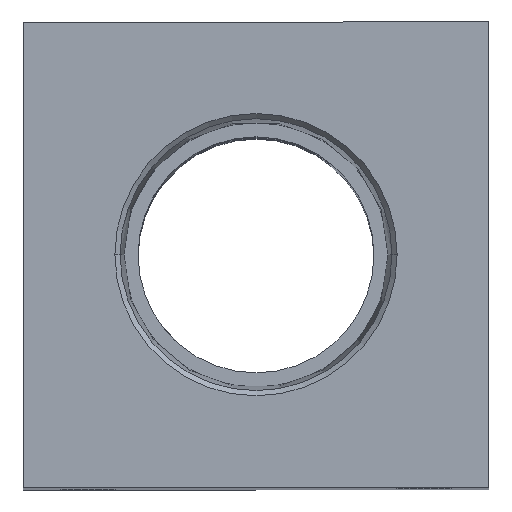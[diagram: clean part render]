
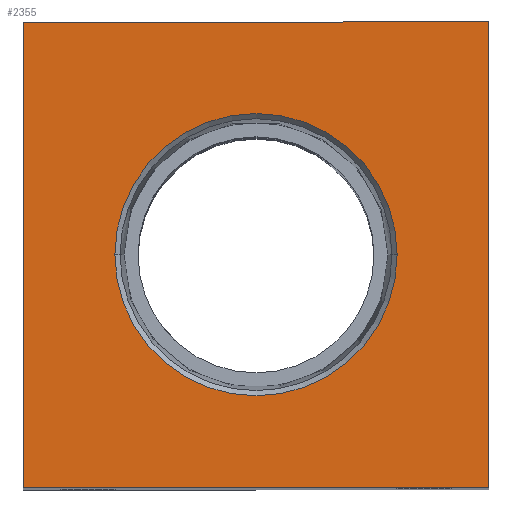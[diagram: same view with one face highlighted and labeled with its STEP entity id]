
A CAD part, top view. The second image highlights one B-rep face of the part: STEP entity #2355.
In plain terms, the highlighted planar face has unit normal (0, 0, 1).
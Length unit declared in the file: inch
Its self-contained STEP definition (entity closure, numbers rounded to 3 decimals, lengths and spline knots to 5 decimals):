
#7 = PLANE ( 'NONE',  #989 ) ;
#16 = FACE_BOUND ( 'NONE', #900, .T. ) ;
#42 = EDGE_LOOP ( 'NONE', ( #697, #2796, #194, #2357 ) ) ;
#51 = EDGE_CURVE ( 'NONE', #1754, #1750, #807, .T. ) ;
#194 = ORIENTED_EDGE ( 'NONE', *, *, #2829, .T. ) ;
#202 = EDGE_CURVE ( 'NONE', #411, #1754, #2747, .T. ) ;
#236 = DIRECTION ( 'NONE',  ( 0., 0., 1. ) ) ;
#262 = CARTESIAN_POINT ( 'NONE',  ( -1.125, 1.125, 3.75 ) ) ;
#269 = CARTESIAN_POINT ( 'NONE',  ( -1.125, -1.125, 3.75 ) ) ;
#411 = VERTEX_POINT ( 'NONE', #1700 ) ;
#515 = VECTOR ( 'NONE', #2574, 39.37008 ) ;
#537 = VECTOR ( 'NONE', #1583, 39.37008 ) ;
#602 = CARTESIAN_POINT ( 'NONE',  ( 1.125, -1.125, 3.75 ) ) ;
#616 = CARTESIAN_POINT ( 'NONE',  ( 0., 0., 3.75 ) ) ;
#666 = CARTESIAN_POINT ( 'NONE',  ( 1.125, -1.125, 3.75 ) ) ;
#697 = ORIENTED_EDGE ( 'NONE', *, *, #51, .T. ) ;
#807 = LINE ( 'NONE', #2882, #1332 ) ;
#808 = CIRCLE ( 'NONE', #2526, 0.68247 ) ;
#844 = DIRECTION ( 'NONE',  ( 1., 0., 0. ) ) ;
#900 = EDGE_LOOP ( 'NONE', ( #1430, #1529 ) ) ;
#951 = EDGE_CURVE ( 'NONE', #1825, #1715, #808, .T. ) ;
#989 = AXIS2_PLACEMENT_3D ( 'NONE', #2461, #236, #1810 ) ;
#1146 = LINE ( 'NONE', #666, #537 ) ;
#1287 = CIRCLE ( 'NONE', #2292, 0.68247 ) ;
#1332 = VECTOR ( 'NONE', #2860, 39.37008 ) ;
#1430 = ORIENTED_EDGE ( 'NONE', *, *, #951, .F. ) ;
#1529 = ORIENTED_EDGE ( 'NONE', *, *, #2750, .F. ) ;
#1583 = DIRECTION ( 'NONE',  ( 0., 1., 0. ) ) ;
#1677 = DIRECTION ( 'NONE',  ( 0., 0., 1. ) ) ;
#1700 = CARTESIAN_POINT ( 'NONE',  ( 1.125, 1.125, 3.75 ) ) ;
#1706 = DIRECTION ( 'NONE',  ( 1., 0., 0. ) ) ;
#1710 = VERTEX_POINT ( 'NONE', #2055 ) ;
#1715 = VERTEX_POINT ( 'NONE', #1814 ) ;
#1750 = VERTEX_POINT ( 'NONE', #269 ) ;
#1752 = CARTESIAN_POINT ( 'NONE',  ( 0., 0., 3.75 ) ) ;
#1754 = VERTEX_POINT ( 'NONE', #262 ) ;
#1810 = DIRECTION ( 'NONE',  ( 1., 0., 0. ) ) ;
#1814 = CARTESIAN_POINT ( 'NONE',  ( -0.68247, 0., 3.75 ) ) ;
#1825 = VERTEX_POINT ( 'NONE', #2268 ) ;
#1946 = LINE ( 'NONE', #602, #2537 ) ;
#1952 = DIRECTION ( 'NONE',  ( 1., 0., 0. ) ) ;
#2055 = CARTESIAN_POINT ( 'NONE',  ( 1.125, -1.125, 3.75 ) ) ;
#2192 = DIRECTION ( 'NONE',  ( 0., 0., 1. ) ) ;
#2268 = CARTESIAN_POINT ( 'NONE',  ( 0.68247, 0., 3.75 ) ) ;
#2292 = AXIS2_PLACEMENT_3D ( 'NONE', #616, #2192, #844 ) ;
#2355 = ADVANCED_FACE ( 'NONE', ( #16, #2771 ), #7, .T. ) ;
#2357 = ORIENTED_EDGE ( 'NONE', *, *, #202, .T. ) ;
#2461 = CARTESIAN_POINT ( 'NONE',  ( 0., 0., 3.75 ) ) ;
#2526 = AXIS2_PLACEMENT_3D ( 'NONE', #1752, #1677, #1706 ) ;
#2537 = VECTOR ( 'NONE', #1952, 39.37008 ) ;
#2574 = DIRECTION ( 'NONE',  ( -1., 0., 0. ) ) ;
#2584 = CARTESIAN_POINT ( 'NONE',  ( 1.125, 1.125, 3.75 ) ) ;
#2694 = EDGE_CURVE ( 'NONE', #1750, #1710, #1946, .T. ) ;
#2747 = LINE ( 'NONE', #2584, #515 ) ;
#2750 = EDGE_CURVE ( 'NONE', #1715, #1825, #1287, .T. ) ;
#2771 = FACE_OUTER_BOUND ( 'NONE', #42, .T. ) ;
#2796 = ORIENTED_EDGE ( 'NONE', *, *, #2694, .T. ) ;
#2829 = EDGE_CURVE ( 'NONE', #1710, #411, #1146, .T. ) ;
#2860 = DIRECTION ( 'NONE',  ( 0., -1., 0. ) ) ;
#2882 = CARTESIAN_POINT ( 'NONE',  ( -1.125, -1.125, 3.75 ) ) ;
